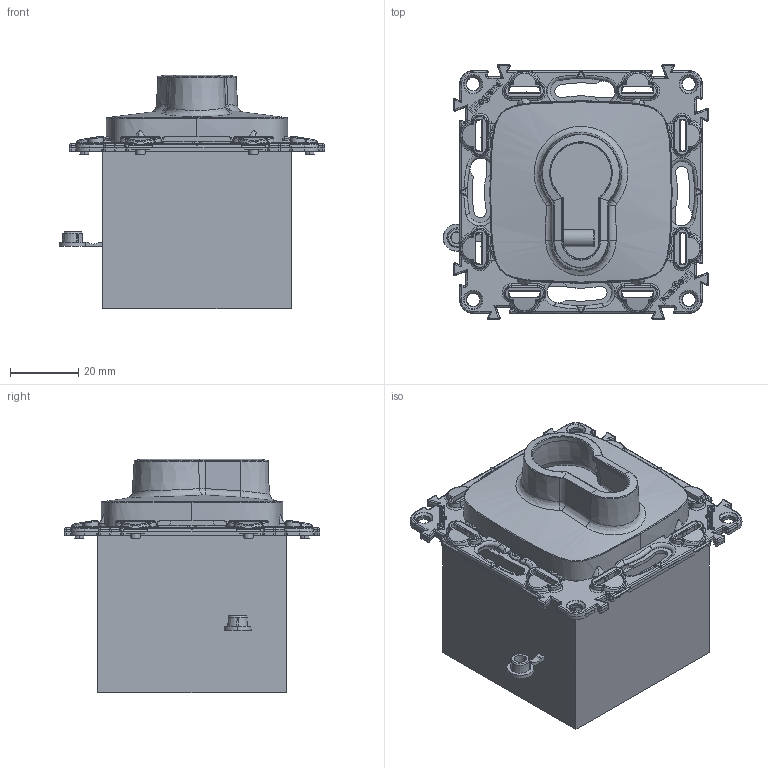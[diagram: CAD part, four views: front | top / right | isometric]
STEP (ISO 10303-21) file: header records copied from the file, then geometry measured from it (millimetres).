
FILE_DESCRIPTION(('CATIA V5 STEP Exchange','CAx-IF Rec.Pracs.--- Model Styling and Organization---1.4--- 2014-01-23'),'2;1');
FILE_NAME('755235_AllCATPart.stp','2020-02-25T08:52:57+00:00',('none'),('none'),'CATIA Version 5-6 Release 2017 SP3','CATIA V5 STEP AP214','none');
FILE_SCHEMA(('AUTOMOTIVE_DESIGN { 1 0 10303 214 1 1 1 1 }'));
Products named in the file (1): 755235_AllCATPart
Bounding box: 77.6 x 74.7 x 68.23 mm (x, y, z)
Volume: 142283.9 mm3; surface area: 43015.7 mm2
Topology: 1 solids, 3 shells, 8772 faces, 25254 edges, 16383 vertices
Faces by surface type: plane 6625, cylinder 895, bspline 619, cone 307, torus 224, sphere 90, extrusion 12
Entity records: 332302 total; most frequent: CARTESIAN_POINT 119431, ORIENTED_EDGE 50254, DIRECTION 30707, EDGE_CURVE 25127, VERTEX_POINT 16383, VECTOR 14494, LINE 14482, B_SPLINE_CURVE_WITH_KNOTS 8968
